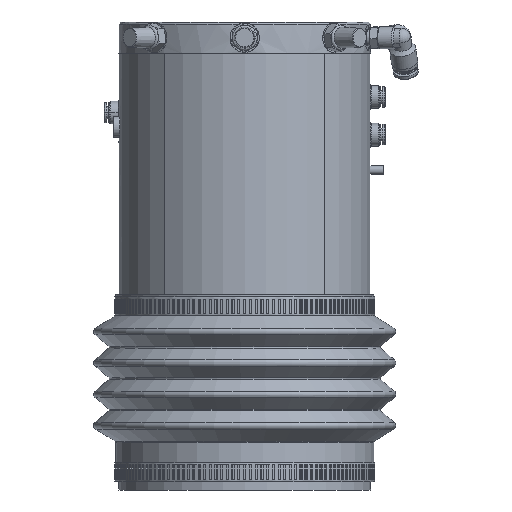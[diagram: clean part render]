
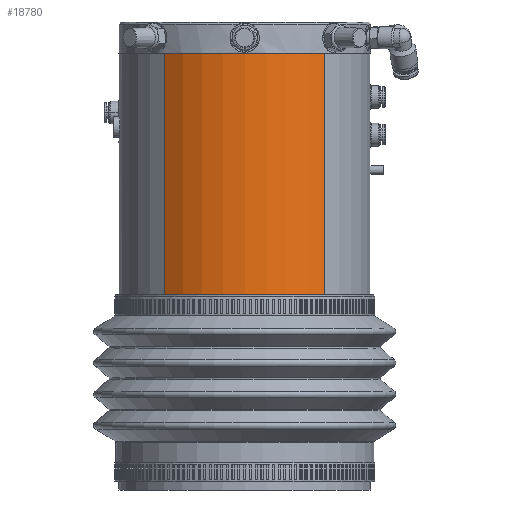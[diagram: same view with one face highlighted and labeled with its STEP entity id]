
A CAD part, front view. The second image highlights one B-rep face of the part: STEP entity #18780.
In plain terms, the highlighted cylindrical face has radius 60 mm (diameter 120 mm), a partial arc.
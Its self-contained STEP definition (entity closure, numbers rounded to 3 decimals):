
#154 = EDGE_CURVE ( 'NONE', #45083, #36644, #44825, .T. ) ;
#540 = CARTESIAN_POINT ( 'NONE',  ( 38., -46.433, -15. ) ) ;
#4063 = VECTOR ( 'NONE', #42284, 1000. ) ;
#4912 = DIRECTION ( 'NONE',  ( 0., 0., 1. ) ) ;
#6638 = DIRECTION ( 'NONE',  ( -1., 0., 0. ) ) ;
#6914 = ORIENTED_EDGE ( 'NONE', *, *, #154, .F. ) ;
#11638 = CYLINDRICAL_SURFACE ( 'NONE', #22090, 60. ) ;
#11942 = CARTESIAN_POINT ( 'NONE',  ( -38., -46.433, -130. ) ) ;
#13730 = CIRCLE ( 'NONE', #29745, 60. ) ;
#14387 = VECTOR ( 'NONE', #34507, 1000. ) ;
#14517 = FACE_OUTER_BOUND ( 'NONE', #37680, .T. ) ;
#18780 = ADVANCED_FACE ( 'NONE', ( #14517 ), #11638, .T. ) ;
#20221 = DIRECTION ( 'NONE',  ( 1., 0., 0. ) ) ;
#20298 = ORIENTED_EDGE ( 'NONE', *, *, #40456, .T. ) ;
#21523 = CARTESIAN_POINT ( 'NONE',  ( 38., -46.433, -130. ) ) ;
#22073 = AXIS2_PLACEMENT_3D ( 'NONE', #24417, #44720, #20221 ) ;
#22090 = AXIS2_PLACEMENT_3D ( 'NONE', #27481, #47000, #6638 ) ;
#22770 = CARTESIAN_POINT ( 'NONE',  ( -38., -46.433, -15. ) ) ;
#24417 = CARTESIAN_POINT ( 'NONE',  ( 0., 0., -15. ) ) ;
#25263 = VERTEX_POINT ( 'NONE', #21523 ) ;
#26236 = CARTESIAN_POINT ( 'NONE',  ( 38., -46.433, -130. ) ) ;
#27481 = CARTESIAN_POINT ( 'NONE',  ( 0., 0., -130. ) ) ;
#29282 = EDGE_CURVE ( 'NONE', #43862, #45083, #35030, .T. ) ;
#29745 = AXIS2_PLACEMENT_3D ( 'NONE', #33433, #4912, #45827 ) ;
#30305 = CARTESIAN_POINT ( 'NONE',  ( -38., -46.433, -130. ) ) ;
#33433 = CARTESIAN_POINT ( 'NONE',  ( 0., 0., -130. ) ) ;
#34507 = DIRECTION ( 'NONE',  ( 0., 0., 1. ) ) ;
#35030 = LINE ( 'NONE', #30305, #14387 ) ;
#36644 = VERTEX_POINT ( 'NONE', #540 ) ;
#37680 = EDGE_LOOP ( 'NONE', ( #6914, #49098, #20298, #51896 ) ) ;
#40456 = EDGE_CURVE ( 'NONE', #43862, #25263, #13730, .T. ) ;
#42284 = DIRECTION ( 'NONE',  ( 0., 0., 1. ) ) ;
#43765 = EDGE_CURVE ( 'NONE', #25263, #36644, #46280, .T. ) ;
#43862 = VERTEX_POINT ( 'NONE', #11942 ) ;
#44720 = DIRECTION ( 'NONE',  ( 0., 0., 1. ) ) ;
#44825 = CIRCLE ( 'NONE', #22073, 60. ) ;
#45083 = VERTEX_POINT ( 'NONE', #22770 ) ;
#45827 = DIRECTION ( 'NONE',  ( 1., 0., 0. ) ) ;
#46280 = LINE ( 'NONE', #26236, #4063 ) ;
#47000 = DIRECTION ( 'NONE',  ( 0., 0., 1. ) ) ;
#49098 = ORIENTED_EDGE ( 'NONE', *, *, #29282, .F. ) ;
#51896 = ORIENTED_EDGE ( 'NONE', *, *, #43765, .T. ) ;
